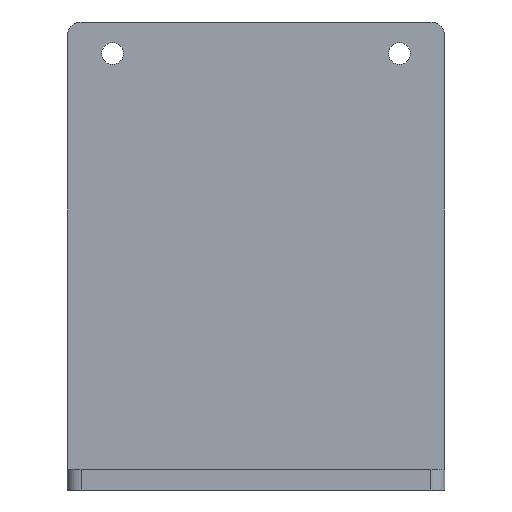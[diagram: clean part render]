
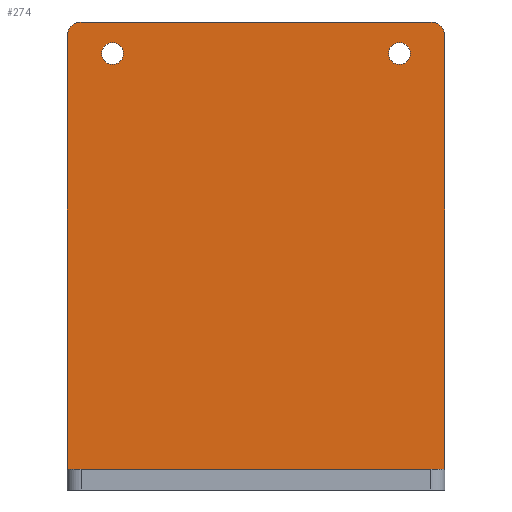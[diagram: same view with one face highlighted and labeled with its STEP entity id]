
A CAD part, front view. The second image highlights one B-rep face of the part: STEP entity #274.
In plain terms, the highlighted planar face has unit normal (0, -1, 0).
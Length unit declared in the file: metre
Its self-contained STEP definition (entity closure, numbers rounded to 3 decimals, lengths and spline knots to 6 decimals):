
#27=LINE('',#422,#50);
#28=LINE('',#427,#51);
#29=LINE('',#431,#52);
#30=LINE('',#433,#53);
#50=VECTOR('',#341,1.);
#51=VECTOR('',#344,1.);
#52=VECTOR('',#347,1.);
#53=VECTOR('',#348,1.);
#73=ORIENTED_EDGE('',*,*,#147,.F.);
#74=ORIENTED_EDGE('',*,*,#148,.F.);
#75=ORIENTED_EDGE('',*,*,#149,.T.);
#76=ORIENTED_EDGE('',*,*,#150,.T.);
#77=ORIENTED_EDGE('',*,*,#151,.T.);
#78=ORIENTED_EDGE('',*,*,#152,.T.);
#79=ORIENTED_EDGE('',*,*,#153,.F.);
#80=ORIENTED_EDGE('',*,*,#154,.T.);
#147=EDGE_CURVE('',#184,#184,#210,.T.);
#148=EDGE_CURVE('',#185,#185,#211,.T.);
#149=EDGE_CURVE('',#186,#187,#27,.T.);
#150=EDGE_CURVE('',#187,#188,#212,.T.);
#151=EDGE_CURVE('',#188,#189,#28,.T.);
#152=EDGE_CURVE('',#189,#190,#213,.T.);
#153=EDGE_CURVE('',#191,#190,#29,.T.);
#154=EDGE_CURVE('',#191,#186,#30,.T.);
#184=VERTEX_POINT('',#419);
#185=VERTEX_POINT('',#421);
#186=VERTEX_POINT('',#423);
#187=VERTEX_POINT('',#424);
#188=VERTEX_POINT('',#426);
#189=VERTEX_POINT('',#428);
#190=VERTEX_POINT('',#430);
#191=VERTEX_POINT('',#432);
#210=CIRCLE('',#305,0.0016);
#211=CIRCLE('',#306,0.0016);
#212=CIRCLE('',#307,0.002);
#213=CIRCLE('',#308,0.002);
#224=EDGE_LOOP('',(#73));
#225=EDGE_LOOP('',(#74));
#226=EDGE_LOOP('',(#75,#76,#77,#78,#79,#80));
#245=FACE_BOUND('',#224,.T.);
#246=FACE_BOUND('',#225,.T.);
#247=FACE_BOUND('',#226,.T.);
#266=PLANE('',#304);
#274=ADVANCED_FACE('',(#245,#246,#247),#266,.T.);
#304=AXIS2_PLACEMENT_3D('',#417,#335,#336);
#305=AXIS2_PLACEMENT_3D('',#418,#337,#338);
#306=AXIS2_PLACEMENT_3D('',#420,#339,#340);
#307=AXIS2_PLACEMENT_3D('',#425,#342,#343);
#308=AXIS2_PLACEMENT_3D('',#429,#345,#346);
#335=DIRECTION('',(0.,-1.,0.));
#336=DIRECTION('',(1.,0.,0.));
#337=DIRECTION('',(0.,-1.,0.));
#338=DIRECTION('',(0.,0.,-1.));
#339=DIRECTION('',(0.,-1.,0.));
#340=DIRECTION('',(0.,0.,-1.));
#341=DIRECTION('',(0.,0.,1.));
#342=DIRECTION('',(0.,-1.,0.));
#343=DIRECTION('',(0.,0.,-1.));
#344=DIRECTION('',(-1.,0.,0.));
#345=DIRECTION('',(0.,-1.,0.));
#346=DIRECTION('',(0.,0.,-1.));
#347=DIRECTION('',(0.,0.,1.));
#348=DIRECTION('',(1.,0.,0.));
#417=CARTESIAN_POINT('',(0.006197,-0.003,-0.241988));
#418=CARTESIAN_POINT('',(-0.014703,-0.003,-0.21249));
#419=CARTESIAN_POINT('',(-0.014703,-0.003,-0.21409));
#420=CARTESIAN_POINT('',(0.027097,-0.003,-0.21249));
#421=CARTESIAN_POINT('',(0.027097,-0.003,-0.21409));
#422=CARTESIAN_POINT('',(0.033697,-0.003,-0.248007));
#423=CARTESIAN_POINT('',(0.033697,-0.003,-0.273087));
#424=CARTESIAN_POINT('',(0.033697,-0.003,-0.20989));
#425=CARTESIAN_POINT('',(0.031697,-0.003,-0.20989));
#426=CARTESIAN_POINT('',(0.031697,-0.003,-0.20789));
#427=CARTESIAN_POINT('',(0.028447,-0.003,-0.20789));
#428=CARTESIAN_POINT('',(-0.019303,-0.003,-0.20789));
#429=CARTESIAN_POINT('',(-0.019303,-0.003,-0.20989));
#430=CARTESIAN_POINT('',(-0.021303,-0.003,-0.20989));
#431=CARTESIAN_POINT('',(-0.021303,-0.003,-0.2109));
#432=CARTESIAN_POINT('',(-0.021303,-0.003,-0.273087));
#433=CARTESIAN_POINT('',(0.006197,-0.003,-0.273087));
